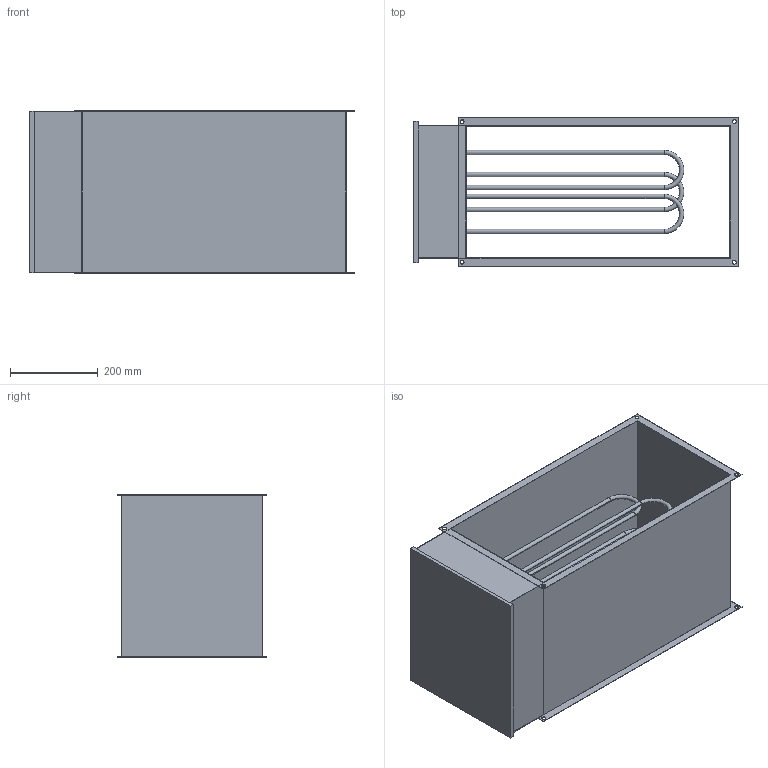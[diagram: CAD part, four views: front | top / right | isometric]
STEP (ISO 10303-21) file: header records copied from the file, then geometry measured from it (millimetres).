
FILE_DESCRIPTION (( 'STEP AP214' ), '1' );
FILE_NAME ('DHP_28-28.step', '2009-05-22T13:47:09', ( 'Wolfgang Schmidt' ), ( 'WS-KO' ), 'SwSTEP 2.0', 'SolidWorks 2008', '' );
FILE_SCHEMA (( 'AUTOMOTIVE_DESIGN' ));
Length unit declared in the file: millimetre
Products named in the file (1): DHP_28-28
Bounding box: 739 x 338 x 370 mm (x, y, z)
Volume: 2577812.3 mm3; surface area: 2395628.6 mm2
Topology: 7 solids, 8 shells, 92 faces, 202 edges, 128 vertices
Faces by surface type: plane 46, cylinder 36, torus 10
Entity records: 2991 total; most frequent: DIRECTION 470, CARTESIAN_POINT 423, ORIENTED_EDGE 404, EDGE_CURVE 202, AXIS2_PLACEMENT_3D 175, VERTEX_POINT 128, VECTOR 120, LINE 120
